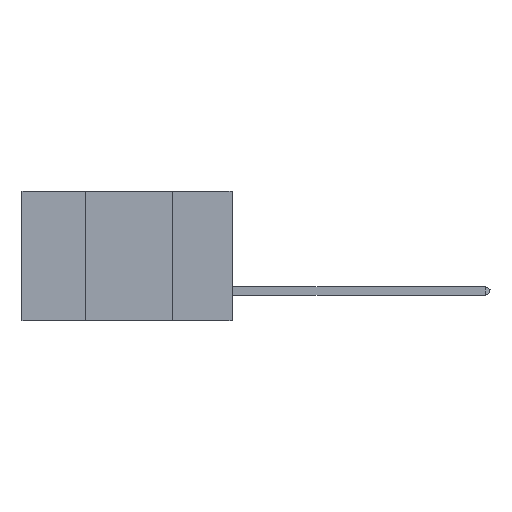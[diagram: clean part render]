
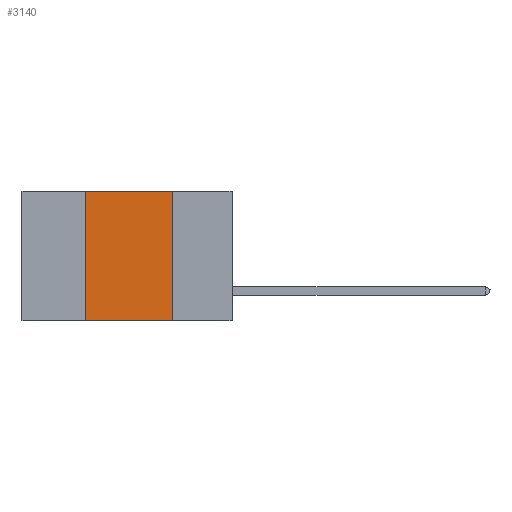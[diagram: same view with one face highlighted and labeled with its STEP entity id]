
A CAD part, left-side view. The second image highlights one B-rep face of the part: STEP entity #3140.
In plain terms, the highlighted planar face has unit normal (-1, 0, 0).
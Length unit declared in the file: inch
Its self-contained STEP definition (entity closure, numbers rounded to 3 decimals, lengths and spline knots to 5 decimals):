
#79 = ORIENTED_EDGE ( 'NONE', *, *, #11066, .F. ) ;
#1040 = CARTESIAN_POINT ( 'NONE',  ( 0., 0.42, 0. ) ) ;
#1837 = CARTESIAN_POINT ( 'NONE',  ( 0., 0.42, -0.37 ) ) ;
#2151 = EDGE_CURVE ( 'NONE', #4980, #5262, #16489, .T. ) ;
#2763 = DIRECTION ( 'NONE',  ( 0., -1., 0. ) ) ;
#3140 = ADVANCED_FACE ( 'NONE', ( #15762 ), #8780, .F. ) ;
#3333 = CARTESIAN_POINT ( 'NONE',  ( 0., 0.17, 0. ) ) ;
#4980 = VERTEX_POINT ( 'NONE', #1837 ) ;
#4990 = EDGE_CURVE ( 'NONE', #9934, #5262, #15823, .T. ) ;
#5073 = CARTESIAN_POINT ( 'NONE',  ( 0., 0.17, -0.37 ) ) ;
#5262 = VERTEX_POINT ( 'NONE', #5073 ) ;
#5306 = VECTOR ( 'NONE', #18588, 39.37008 ) ;
#5648 = DIRECTION ( 'NONE',  ( 1., 0., 0. ) ) ;
#6155 = ORIENTED_EDGE ( 'NONE', *, *, #4990, .F. ) ;
#6919 = CARTESIAN_POINT ( 'NONE',  ( 0., 0.6, 0. ) ) ;
#7670 = EDGE_LOOP ( 'NONE', ( #6155, #79, #14327, #15789 ) ) ;
#7874 = AXIS2_PLACEMENT_3D ( 'NONE', #13125, #5648, #15865 ) ;
#8285 = EDGE_CURVE ( 'NONE', #4980, #9916, #8831, .T. ) ;
#8780 = PLANE ( 'NONE',  #7874 ) ;
#8831 = LINE ( 'NONE', #1040, #16130 ) ;
#8860 = LINE ( 'NONE', #6919, #13898 ) ;
#9575 = CARTESIAN_POINT ( 'NONE',  ( 0., 0.17, 0. ) ) ;
#9693 = CARTESIAN_POINT ( 'NONE',  ( 0., 0.6, -0.37 ) ) ;
#9916 = VERTEX_POINT ( 'NONE', #18042 ) ;
#9934 = VERTEX_POINT ( 'NONE', #9575 ) ;
#11066 = EDGE_CURVE ( 'NONE', #9916, #9934, #8860, .T. ) ;
#12395 = VECTOR ( 'NONE', #12584, 39.37008 ) ;
#12584 = DIRECTION ( 'NONE',  ( 0., 0., -1. ) ) ;
#12629 = DIRECTION ( 'NONE',  ( 0., 0., 1. ) ) ;
#13125 = CARTESIAN_POINT ( 'NONE',  ( 0., 0.6, 0. ) ) ;
#13898 = VECTOR ( 'NONE', #2763, 39.37008 ) ;
#14327 = ORIENTED_EDGE ( 'NONE', *, *, #8285, .F. ) ;
#15762 = FACE_OUTER_BOUND ( 'NONE', #7670, .T. ) ;
#15789 = ORIENTED_EDGE ( 'NONE', *, *, #2151, .T. ) ;
#15823 = LINE ( 'NONE', #3333, #12395 ) ;
#15865 = DIRECTION ( 'NONE',  ( 0., 0., -1. ) ) ;
#16130 = VECTOR ( 'NONE', #12629, 39.37008 ) ;
#16489 = LINE ( 'NONE', #9693, #5306 ) ;
#18042 = CARTESIAN_POINT ( 'NONE',  ( 0., 0.42, 0. ) ) ;
#18588 = DIRECTION ( 'NONE',  ( 0., -1., 0. ) ) ;
